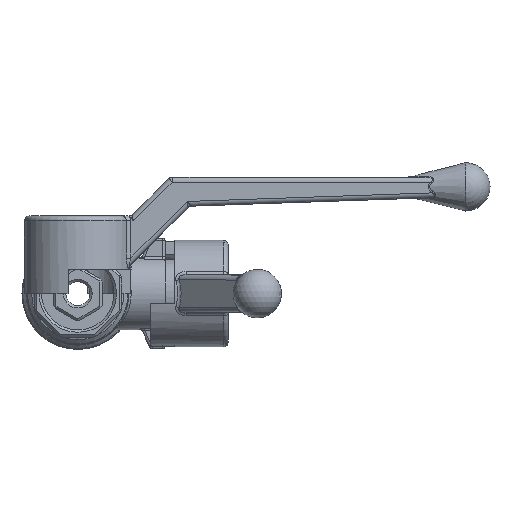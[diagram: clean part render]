
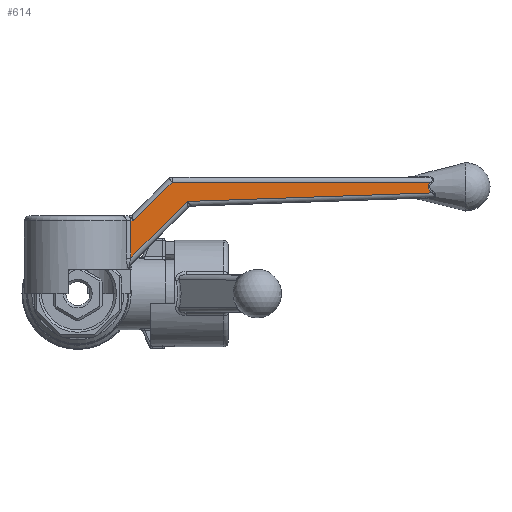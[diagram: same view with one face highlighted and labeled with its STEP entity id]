
A CAD part, front view. The second image highlights one B-rep face of the part: STEP entity #614.
In plain terms, the highlighted planar face has unit normal (0.013, -1, 0).
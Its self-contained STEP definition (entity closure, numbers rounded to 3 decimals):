
#614 = ADVANCED_FACE( '', ( #1328 ), #1329, .T. );
#1328 = FACE_OUTER_BOUND( '', #3006, .T. );
#1329 = PLANE( '', #3007 );
#3006 = EDGE_LOOP( '', ( #5104, #5105, #5106, #5107, #5108, #5109, #5110 ) );
#3007 = AXIS2_PLACEMENT_3D( '', #5111, #5112, #5113 );
#5104 = ORIENTED_EDGE( '', *, *, #6441, .T. );
#5105 = ORIENTED_EDGE( '', *, *, #6442, .T. );
#5106 = ORIENTED_EDGE( '', *, *, #5999, .T. );
#5107 = ORIENTED_EDGE( '', *, *, #6060, .T. );
#5108 = ORIENTED_EDGE( '', *, *, #6443, .T. );
#5109 = ORIENTED_EDGE( '', *, *, #5932, .T. );
#5110 = ORIENTED_EDGE( '', *, *, #6431, .T. );
#5111 = CARTESIAN_POINT( '', ( 5., -4., -111.004 ) );
#5112 = DIRECTION( '', ( 0.013, -1., 0. ) );
#5113 = DIRECTION( '', ( 1., 0.013, 0. ) );
#5932 = EDGE_CURVE( '', #6836, #6840, #6842, .F. );
#5999 = EDGE_CURVE( '', #6950, #6948, #6951, .F. );
#6060 = EDGE_CURVE( '', #6948, #7050, #7051, .F. );
#6431 = EDGE_CURVE( '', #6840, #6930, #7563, .F. );
#6441 = EDGE_CURVE( '', #6930, #7346, #7573, .F. );
#6442 = EDGE_CURVE( '', #7346, #6950, #7574, .T. );
#6443 = EDGE_CURVE( '', #7050, #6836, #7575, .F. );
#6836 = VERTEX_POINT( '', #8457 );
#6840 = VERTEX_POINT( '', #8462 );
#6842 = LINE( '', #8464, #8465 );
#6930 = VERTEX_POINT( '', #8775 );
#6948 = VERTEX_POINT( '', #8799 );
#6950 = VERTEX_POINT( '', #8801 );
#6951 = LINE( '', #8802, #8803 );
#7050 = VERTEX_POINT( '', #9643 );
#7051 = LINE( '', #9644, #9645 );
#7346 = VERTEX_POINT( '', #10810 );
#7563 = LINE( '', #11231, #11232 );
#7573 = LINE( '', #11243, #11244 );
#7574 = B_SPLINE_CURVE_WITH_KNOTS( '', 3, ( #11245, #11246, #11247, #11248, #11249, #11250, #11251, #11252, #11253, #11254, #11255, #11256, #11257, #11258, #11259, #11260, #11261, #11262, #11263, #11264, #11265, #11266, #11267, #11268, #11269, #11270, #11271, #11272, #11273, #11274, #11275, #11276, #11277, #11278, #11279, #11280, #11281, #11282, #11283, #11284, #11285, #11286, #11287, #11288, #11289, #11290, #11291, #11292 ), .UNSPECIFIED., .F., .F., ( 4, 1, 2, 2, 2, 2, 1, 2, 2, 2, 2, 1, 1, 2, 2, 2, 1, 2, 2, 2, 2, 2, 2, 1, 2, 2, 4 ), ( 0., 0., 0., 0., 0.001, 0.001, 0.001, 0.001, 0.001, 0.001, 0.001, 0.001, 0.001, 0.001, 0.001, 0.002, 0.002, 0.002, 0.002, 0.002, 0.002, 0.002, 0.002, 0.002, 0.002, 0.002, 0.003 ), .UNSPECIFIED. );
#7575 = LINE( '', #11293, #11294 );
#8457 = CARTESIAN_POINT( '', ( 10.931, -3.921, 15. ) );
#8462 = CARTESIAN_POINT( '', ( 10.931, -3.921, 7.332 ) );
#8464 = CARTESIAN_POINT( '', ( 10.931, -3.921, 6.675 ) );
#8465 = VECTOR( '', #11823, 1000. );
#8775 = CARTESIAN_POINT( '', ( 22.595, -3.765, 18.996 ) );
#8799 = CARTESIAN_POINT( '', ( 19.428, -3.808, 23. ) );
#8801 = CARTESIAN_POINT( '', ( 72.732, -3.097, 23. ) );
#8802 = CARTESIAN_POINT( '', ( 19., -3.813, 23. ) );
#8803 = VECTOR( '', #11911, 1000. );
#9643 = CARTESIAN_POINT( '', ( 11.428, -3.914, 15. ) );
#9644 = CARTESIAN_POINT( '', ( 11.714, -3.91, 15.286 ) );
#9645 = VECTOR( '', #11983, 1000. );
#10810 = CARTESIAN_POINT( '', ( 72.978, -3.094, 20.755 ) );
#11231 = CARTESIAN_POINT( '', ( 22.309, -3.769, 18.71 ) );
#11232 = VECTOR( '', #12408, 1000. );
#11243 = CARTESIAN_POINT( '', ( 74.999, -3.067, 20.825 ) );
#11244 = VECTOR( '', #12416, 1000. );
#11245 = CARTESIAN_POINT( '', ( 72.978, -3.094, 20.755 ) );
#11246 = CARTESIAN_POINT( '', ( 72.938, -3.094, 20.791 ) );
#11247 = CARTESIAN_POINT( '', ( 72.86, -3.095, 20.865 ) );
#11248 = CARTESIAN_POINT( '', ( 72.785, -3.096, 20.942 ) );
#11249 = CARTESIAN_POINT( '', ( 72.712, -3.097, 21.021 ) );
#11250 = CARTESIAN_POINT( '', ( 72.677, -3.098, 21.062 ) );
#11251 = CARTESIAN_POINT( '', ( 72.61, -3.099, 21.145 ) );
#11252 = CARTESIAN_POINT( '', ( 72.577, -3.099, 21.187 ) );
#11253 = CARTESIAN_POINT( '', ( 72.516, -3.1, 21.275 ) );
#11254 = CARTESIAN_POINT( '', ( 72.486, -3.1, 21.321 ) );
#11255 = CARTESIAN_POINT( '', ( 72.453, -3.101, 21.379 ) );
#11256 = CARTESIAN_POINT( '', ( 72.443, -3.101, 21.397 ) );
#11257 = CARTESIAN_POINT( '', ( 72.433, -3.101, 21.415 ) );
#11258 = CARTESIAN_POINT( '', ( 72.426, -3.101, 21.427 ) );
#11259 = CARTESIAN_POINT( '', ( 72.423, -3.101, 21.433 ) );
#11260 = CARTESIAN_POINT( '', ( 72.408, -3.101, 21.463 ) );
#11261 = CARTESIAN_POINT( '', ( 72.396, -3.101, 21.488 ) );
#11262 = CARTESIAN_POINT( '', ( 72.363, -3.102, 21.562 ) );
#11263 = CARTESIAN_POINT( '', ( 72.343, -3.102, 21.613 ) );
#11264 = CARTESIAN_POINT( '', ( 72.319, -3.102, 21.69 ) );
#11265 = CARTESIAN_POINT( '', ( 72.308, -3.103, 21.73 ) );
#11266 = CARTESIAN_POINT( '', ( 72.298, -3.103, 21.776 ) );
#11267 = CARTESIAN_POINT( '', ( 72.294, -3.103, 21.796 ) );
#11268 = CARTESIAN_POINT( '', ( 72.292, -3.103, 21.81 ) );
#11269 = CARTESIAN_POINT( '', ( 72.291, -3.103, 21.817 ) );
#11270 = CARTESIAN_POINT( '', ( 72.272, -3.103, 21.931 ) );
#11271 = CARTESIAN_POINT( '', ( 72.271, -3.103, 22.039 ) );
#11272 = CARTESIAN_POINT( '', ( 72.287, -3.103, 22.16 ) );
#11273 = CARTESIAN_POINT( '', ( 72.29, -3.103, 22.18 ) );
#11274 = CARTESIAN_POINT( '', ( 72.294, -3.103, 22.2 ) );
#11275 = CARTESIAN_POINT( '', ( 72.296, -3.103, 22.214 ) );
#11276 = CARTESIAN_POINT( '', ( 72.298, -3.103, 22.22 ) );
#11277 = CARTESIAN_POINT( '', ( 72.305, -3.103, 22.254 ) );
#11278 = CARTESIAN_POINT( '', ( 72.311, -3.103, 22.28 ) );
#11279 = CARTESIAN_POINT( '', ( 72.333, -3.102, 22.359 ) );
#11280 = CARTESIAN_POINT( '', ( 72.352, -3.102, 22.41 ) );
#11281 = CARTESIAN_POINT( '', ( 72.383, -3.102, 22.485 ) );
#11282 = CARTESIAN_POINT( '', ( 72.395, -3.101, 22.51 ) );
#11283 = CARTESIAN_POINT( '', ( 72.413, -3.101, 22.546 ) );
#11284 = CARTESIAN_POINT( '', ( 72.419, -3.101, 22.558 ) );
#11285 = CARTESIAN_POINT( '', ( 72.432, -3.101, 22.583 ) );
#11286 = CARTESIAN_POINT( '', ( 72.464, -3.1, 22.643 ) );
#11287 = CARTESIAN_POINT( '', ( 72.5, -3.1, 22.7 ) );
#11288 = CARTESIAN_POINT( '', ( 72.561, -3.099, 22.79 ) );
#11289 = CARTESIAN_POINT( '', ( 72.593, -3.099, 22.833 ) );
#11290 = CARTESIAN_POINT( '', ( 72.66, -3.098, 22.918 ) );
#11291 = CARTESIAN_POINT( '', ( 72.695, -3.097, 22.96 ) );
#11292 = CARTESIAN_POINT( '', ( 72.732, -3.097, 23. ) );
#11293 = CARTESIAN_POINT( '', ( 9.189, -3.944, 15. ) );
#11294 = VECTOR( '', #12417, 1000. );
#11823 = DIRECTION( '', ( 0., 0., 1. ) );
#11911 = DIRECTION( '', ( 1., 0.013, 0. ) );
#11983 = DIRECTION( '', ( 0.707, 0.009, 0.707 ) );
#12408 = DIRECTION( '', ( -0.707, -0.009, -0.707 ) );
#12416 = DIRECTION( '', ( -0.999, -0.013, -0.035 ) );
#12417 = DIRECTION( '', ( 1., 0.013, 0. ) );
